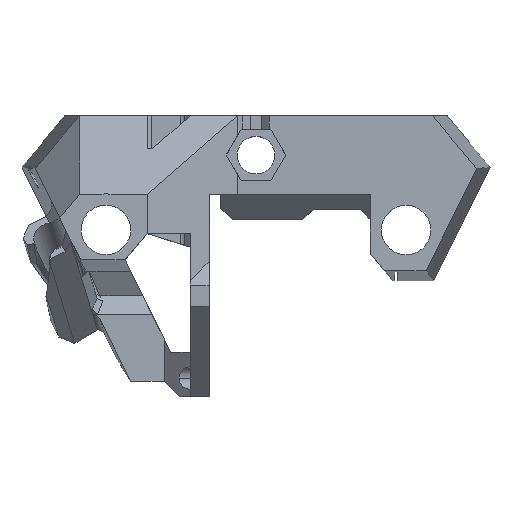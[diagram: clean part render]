
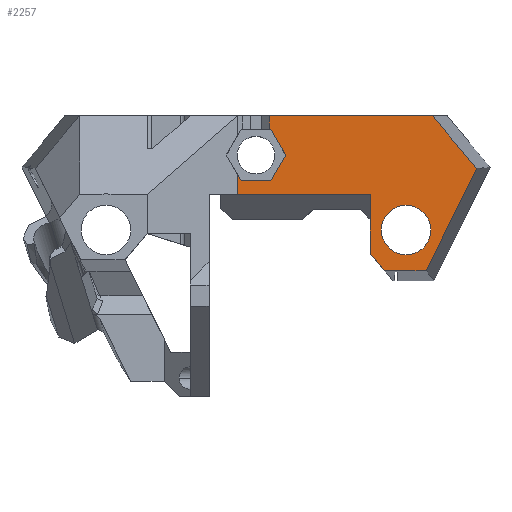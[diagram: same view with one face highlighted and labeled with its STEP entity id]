
A CAD part, top view. The second image highlights one B-rep face of the part: STEP entity #2257.
In plain terms, the highlighted planar face has unit normal (0, 0, 1).
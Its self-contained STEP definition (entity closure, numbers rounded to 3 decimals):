
#73 = AXIS2_PLACEMENT_3D ( 'NONE', #4445, #7085, #10517 ) ;
#161 = CARTESIAN_POINT ( 'NONE',  ( 46.6, -20., 26.1 ) ) ;
#213 = VECTOR ( 'NONE', #10583, 1000. ) ;
#333 = ORIENTED_EDGE ( 'NONE', *, *, #6895, .T. ) ;
#440 = LINE ( 'NONE', #10841, #3973 ) ;
#579 = CIRCLE ( 'NONE', #3817, 6.6 ) ;
#580 = CARTESIAN_POINT ( 'NONE',  ( 48.691, -24.083, 26.1 ) ) ;
#590 = LINE ( 'NONE', #4579, #8897 ) ;
#878 = DIRECTION ( 'NONE',  ( 0.642, -0.767, 0. ) ) ;
#893 = EDGE_CURVE ( 'NONE', #8441, #6584, #5516, .T. ) ;
#897 = CARTESIAN_POINT ( 'NONE',  ( 33., -10.5, 26.1 ) ) ;
#949 = EDGE_CURVE ( 'NONE', #8441, #3262, #9296, .T. ) ;
#1080 = LINE ( 'NONE', #4870, #11136 ) ;
#1249 = VERTEX_POINT ( 'NONE', #10685 ) ;
#1340 = DIRECTION ( 'NONE',  ( -0.443, -0.896, 0. ) ) ;
#1356 = ORIENTED_EDGE ( 'NONE', *, *, #8067, .T. ) ;
#1375 = DIRECTION ( 'NONE',  ( -1., 0., 0. ) ) ;
#1381 = LINE ( 'NONE', #4639, #7662 ) ;
#1422 = FACE_BOUND ( 'NONE', #8752, .T. ) ;
#1471 = VERTEX_POINT ( 'NONE', #10244 ) ;
#2041 = CARTESIAN_POINT ( 'NONE',  ( 45.568, -30.826, 26.1 ) ) ;
#2069 = EDGE_CURVE ( 'NONE', #8491, #2271, #9900, .T. ) ;
#2132 = CARTESIAN_POINT ( 'NONE',  ( -4.95, -5.126, 26.1 ) ) ;
#2257 = ADVANCED_FACE ( 'NONE', ( #10710, #1422 ), #3656, .T. ) ;
#2263 = CARTESIAN_POINT ( 'NONE',  ( 40., -20., 26.1 ) ) ;
#2271 = VERTEX_POINT ( 'NONE', #5281 ) ;
#2303 = ORIENTED_EDGE ( 'NONE', *, *, #2772, .F. ) ;
#2642 = ORIENTED_EDGE ( 'NONE', *, *, #11250, .T. ) ;
#2668 = ORIENTED_EDGE ( 'NONE', *, *, #10285, .T. ) ;
#2703 = DIRECTION ( 'NONE',  ( -0.5, 0.866, 0. ) ) ;
#2707 = CARTESIAN_POINT ( 'NONE',  ( 32.802, 27.46, 26.1 ) ) ;
#2715 = EDGE_CURVE ( 'NONE', #5832, #5526, #9264, .T. ) ;
#2739 = LINE ( 'NONE', #5204, #8472 ) ;
#2751 = CARTESIAN_POINT ( 'NONE',  ( -3.955, -6.85, 26.1 ) ) ;
#2772 = EDGE_CURVE ( 'NONE', #3941, #3262, #1381, .T. ) ;
#2896 = CIRCLE ( 'NONE', #10838, 6.6 ) ;
#2914 = ORIENTED_EDGE ( 'NONE', *, *, #2069, .T. ) ;
#2956 = DIRECTION ( 'NONE',  ( 0.5, -0.866, 0. ) ) ;
#3115 = ORIENTED_EDGE ( 'NONE', *, *, #4544, .T. ) ;
#3157 = CARTESIAN_POINT ( 'NONE',  ( 45.355, -30.826, 26.1 ) ) ;
#3255 = CARTESIAN_POINT ( 'NONE',  ( 34.263, -30.826, 26.1 ) ) ;
#3262 = VERTEX_POINT ( 'NONE', #9905 ) ;
#3326 = CARTESIAN_POINT ( 'NONE',  ( 3.5, -20., 26.1 ) ) ;
#3352 = LINE ( 'NONE', #8841, #213 ) ;
#3361 = DIRECTION ( 'NONE',  ( -1., 0., 0. ) ) ;
#3431 = DIRECTION ( 'NONE',  ( 0., -1., 0. ) ) ;
#3586 = DIRECTION ( 'NONE',  ( -0.5, -0.866, 0. ) ) ;
#3656 = PLANE ( 'NONE',  #73 ) ;
#3724 = VERTEX_POINT ( 'NONE', #5173 ) ;
#3749 = EDGE_CURVE ( 'NONE', #1249, #1471, #5178, .T. ) ;
#3817 = AXIS2_PLACEMENT_3D ( 'NONE', #2263, #8313, #7377 ) ;
#3937 = VERTEX_POINT ( 'NONE', #4356 ) ;
#3941 = VERTEX_POINT ( 'NONE', #6158 ) ;
#3973 = VECTOR ( 'NONE', #2956, 1000. ) ;
#4175 = LINE ( 'NONE', #7924, #7457 ) ;
#4350 = DIRECTION ( 'NONE',  ( 0., 1., 0. ) ) ;
#4356 = CARTESIAN_POINT ( 'NONE',  ( 3.955, 6.85, 26.1 ) ) ;
#4445 = CARTESIAN_POINT ( 'NONE',  ( 30.4, -20., 26.1 ) ) ;
#4544 = EDGE_CURVE ( 'NONE', #8733, #7157, #9248, .T. ) ;
#4579 = CARTESIAN_POINT ( 'NONE',  ( 33.903, -30.396, 26.1 ) ) ;
#4604 = VERTEX_POINT ( 'NONE', #8044 ) ;
#4639 = CARTESIAN_POINT ( 'NONE',  ( 30.4, 0., 26.1 ) ) ;
#4816 = VECTOR ( 'NONE', #4350, 1000. ) ;
#4870 = CARTESIAN_POINT ( 'NONE',  ( 47., 10.5, 26.1 ) ) ;
#4877 = EDGE_CURVE ( 'NONE', #1471, #5832, #5025, .T. ) ;
#4888 = EDGE_CURVE ( 'NONE', #1249, #8491, #1080, .T. ) ;
#4993 = ORIENTED_EDGE ( 'NONE', *, *, #2715, .F. ) ;
#5025 = LINE ( 'NONE', #580, #6541 ) ;
#5173 = CARTESIAN_POINT ( 'NONE',  ( 7.91, 0., 26.1 ) ) ;
#5178 = LINE ( 'NONE', #2707, #6698 ) ;
#5204 = CARTESIAN_POINT ( 'NONE',  ( -3.955, -6.85, 26.1 ) ) ;
#5281 = CARTESIAN_POINT ( 'NONE',  ( 3.5, 6.85, 26.1 ) ) ;
#5516 = LINE ( 'NONE', #8691, #4816 ) ;
#5526 = VERTEX_POINT ( 'NONE', #3255 ) ;
#5545 = DIRECTION ( 'NONE',  ( -0.642, 0.767, 0. ) ) ;
#5665 = ORIENTED_EDGE ( 'NONE', *, *, #4888, .T. ) ;
#5832 = VERTEX_POINT ( 'NONE', #3157 ) ;
#6067 = CARTESIAN_POINT ( 'NONE',  ( 3.955, -6.85, 26.1 ) ) ;
#6158 = CARTESIAN_POINT ( 'NONE',  ( 30.4, -26.211, 26.1 ) ) ;
#6334 = VECTOR ( 'NONE', #8730, 1000. ) ;
#6476 = DIRECTION ( 'NONE',  ( 0., 1., 0. ) ) ;
#6541 = VECTOR ( 'NONE', #1340, 1000. ) ;
#6584 = VERTEX_POINT ( 'NONE', #2132 ) ;
#6603 = ORIENTED_EDGE ( 'NONE', *, *, #10624, .T. ) ;
#6698 = VECTOR ( 'NONE', #878, 1000. ) ;
#6895 = EDGE_CURVE ( 'NONE', #3724, #8733, #4175, .T. ) ;
#6949 = VECTOR ( 'NONE', #10452, 1000. ) ;
#7085 = DIRECTION ( 'NONE',  ( 0., 0., 1. ) ) ;
#7157 = VERTEX_POINT ( 'NONE', #2751 ) ;
#7377 = DIRECTION ( 'NONE',  ( -1., 0., 0. ) ) ;
#7457 = VECTOR ( 'NONE', #3586, 1000. ) ;
#7662 = VECTOR ( 'NONE', #6476, 1000. ) ;
#7802 = ORIENTED_EDGE ( 'NONE', *, *, #9544, .F. ) ;
#7924 = CARTESIAN_POINT ( 'NONE',  ( 7.91, 0., 26.1 ) ) ;
#8044 = CARTESIAN_POINT ( 'NONE',  ( 33.4, -20., 26.1 ) ) ;
#8067 = EDGE_CURVE ( 'NONE', #2271, #3937, #3352, .T. ) ;
#8088 = EDGE_LOOP ( 'NONE', ( #7802, #4993, #9896, #9958, #5665, #2914, #1356, #2668, #333, #3115, #11224, #10426, #9335, #2303 ) ) ;
#8313 = DIRECTION ( 'NONE',  ( 0., 0., -1. ) ) ;
#8356 = VERTEX_POINT ( 'NONE', #161 ) ;
#8441 = VERTEX_POINT ( 'NONE', #9798 ) ;
#8472 = VECTOR ( 'NONE', #2703, 1000. ) ;
#8491 = VERTEX_POINT ( 'NONE', #8928 ) ;
#8531 = VECTOR ( 'NONE', #3431, 1000. ) ;
#8558 = DIRECTION ( 'NONE',  ( 0., 0., -1. ) ) ;
#8691 = CARTESIAN_POINT ( 'NONE',  ( -4.95, -28.178, 26.1 ) ) ;
#8730 = DIRECTION ( 'NONE',  ( 1., 0., 0. ) ) ;
#8733 = VERTEX_POINT ( 'NONE', #9525 ) ;
#8752 = EDGE_LOOP ( 'NONE', ( #2642, #6603 ) ) ;
#8841 = CARTESIAN_POINT ( 'NONE',  ( -3.955, 6.85, 26.1 ) ) ;
#8897 = VECTOR ( 'NONE', #5545, 1000. ) ;
#8928 = CARTESIAN_POINT ( 'NONE',  ( 3.5, 10.5, 26.1 ) ) ;
#9014 = DIRECTION ( 'NONE',  ( -1., 0., 0. ) ) ;
#9248 = LINE ( 'NONE', #6067, #6949 ) ;
#9264 = LINE ( 'NONE', #2041, #9823 ) ;
#9296 = LINE ( 'NONE', #897, #6334 ) ;
#9335 = ORIENTED_EDGE ( 'NONE', *, *, #949, .T. ) ;
#9525 = CARTESIAN_POINT ( 'NONE',  ( 3.955, -6.85, 26.1 ) ) ;
#9544 = EDGE_CURVE ( 'NONE', #5526, #3941, #590, .T. ) ;
#9798 = CARTESIAN_POINT ( 'NONE',  ( -4.95, -10.5, 26.1 ) ) ;
#9823 = VECTOR ( 'NONE', #9014, 1000. ) ;
#9896 = ORIENTED_EDGE ( 'NONE', *, *, #4877, .F. ) ;
#9900 = LINE ( 'NONE', #3326, #8531 ) ;
#9905 = CARTESIAN_POINT ( 'NONE',  ( 30.4, -10.5, 26.1 ) ) ;
#9958 = ORIENTED_EDGE ( 'NONE', *, *, #3749, .F. ) ;
#10244 = CARTESIAN_POINT ( 'NONE',  ( 58.815, -3.613, 26.1 ) ) ;
#10285 = EDGE_CURVE ( 'NONE', #3937, #3724, #440, .T. ) ;
#10426 = ORIENTED_EDGE ( 'NONE', *, *, #893, .F. ) ;
#10452 = DIRECTION ( 'NONE',  ( -1., 0., 0. ) ) ;
#10517 = DIRECTION ( 'NONE',  ( 1., 0., 0. ) ) ;
#10583 = DIRECTION ( 'NONE',  ( 1., 0., 0. ) ) ;
#10624 = EDGE_CURVE ( 'NONE', #8356, #4604, #2896, .T. ) ;
#10685 = CARTESIAN_POINT ( 'NONE',  ( 47., 10.5, 26.1 ) ) ;
#10710 = FACE_OUTER_BOUND ( 'NONE', #8088, .T. ) ;
#10749 = EDGE_CURVE ( 'NONE', #7157, #6584, #2739, .T. ) ;
#10838 = AXIS2_PLACEMENT_3D ( 'NONE', #11203, #8558, #3361 ) ;
#10841 = CARTESIAN_POINT ( 'NONE',  ( 3.955, 6.85, 26.1 ) ) ;
#11136 = VECTOR ( 'NONE', #1375, 1000. ) ;
#11203 = CARTESIAN_POINT ( 'NONE',  ( 40., -20., 26.1 ) ) ;
#11224 = ORIENTED_EDGE ( 'NONE', *, *, #10749, .T. ) ;
#11250 = EDGE_CURVE ( 'NONE', #4604, #8356, #579, .T. ) ;
